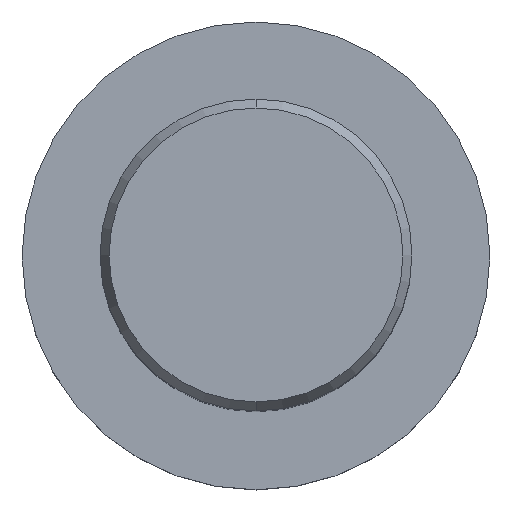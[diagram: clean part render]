
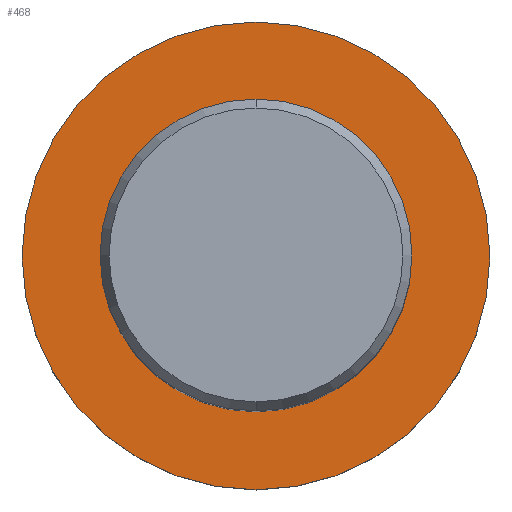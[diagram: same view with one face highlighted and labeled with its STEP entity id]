
A CAD part, top view. The second image highlights one B-rep face of the part: STEP entity #468.
In plain terms, the highlighted planar face has unit normal (0, 0, 1).
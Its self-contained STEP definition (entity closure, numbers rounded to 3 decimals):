
#290=VERTEX_POINT('',#661);
#326=EDGE_CURVE('',#542,#470,#701,.T.);
#366=EDGE_CURVE('',#458,#290,#745,.T.);
#406=EDGE_CURVE('',#290,#458,#789,.T.);
#458=VERTEX_POINT('',#847);
#468=ADVANCED_FACE('',(#858,#859),#860,.T.);
#470=VERTEX_POINT('',#862);
#472=EDGE_CURVE('',#470,#542,#864,.T.);
#542=VERTEX_POINT('',#941);
#661=CARTESIAN_POINT('',(0.,-30.0,-70.0));
#701=CIRCLE('',#1215,20.0);
#745=CIRCLE('',#1330,30.0);
#789=CIRCLE('',#1430,30.0);
#847=CARTESIAN_POINT('',(0.0,30.0,-70.0));
#858=FACE_BOUND('',#1583,.T.);
#859=FACE_OUTER_BOUND('',#1584,.T.);
#860=PLANE('',#1585);
#862=CARTESIAN_POINT('',(0.0,20.0,-70.0));
#864=CIRCLE('',#1590,20.0);
#941=CARTESIAN_POINT('',(0.,-20.0,-70.0));
#1215=AXIS2_PLACEMENT_3D('',#1864,#1865,#1866);
#1330=AXIS2_PLACEMENT_3D('',#1921,#1922,#1923);
#1430=AXIS2_PLACEMENT_3D('',#1983,#1984,#1985);
#1583=EDGE_LOOP('',(#2087,#2088));
#1584=EDGE_LOOP('',(#2089,#2090));
#1585=AXIS2_PLACEMENT_3D('',#2091,#2092,#2093);
#1590=AXIS2_PLACEMENT_3D('',#2094,#2095,#2096);
#1864=CARTESIAN_POINT('',(0.0,0.0,-70.0));
#1865=DIRECTION('',(-0.0,0.0,-1.0));
#1866=DIRECTION('',(0.0,1.0,0.0));
#1921=CARTESIAN_POINT('',(0.0,0.0,-70.0));
#1922=DIRECTION('',(0.0,0.0,-1.0));
#1923=DIRECTION('',(0.0,1.0,0.0));
#1983=CARTESIAN_POINT('',(0.0,0.0,-70.0));
#1984=DIRECTION('',(0.0,0.0,-1.0));
#1985=DIRECTION('',(0.0,1.0,0.0));
#2087=ORIENTED_EDGE('',*,*,#472,.T.);
#2088=ORIENTED_EDGE('',*,*,#326,.T.);
#2089=ORIENTED_EDGE('',*,*,#366,.F.);
#2090=ORIENTED_EDGE('',*,*,#406,.F.);
#2091=CARTESIAN_POINT('',(0.0,15.0,-70.0));
#2092=DIRECTION('',(-0.0,0.0,1.0));
#2093=DIRECTION('',(0.0,-1.0,0.0));
#2094=CARTESIAN_POINT('',(0.0,0.0,-70.0));
#2095=DIRECTION('',(-0.0,0.0,-1.0));
#2096=DIRECTION('',(0.0,1.0,0.0));
